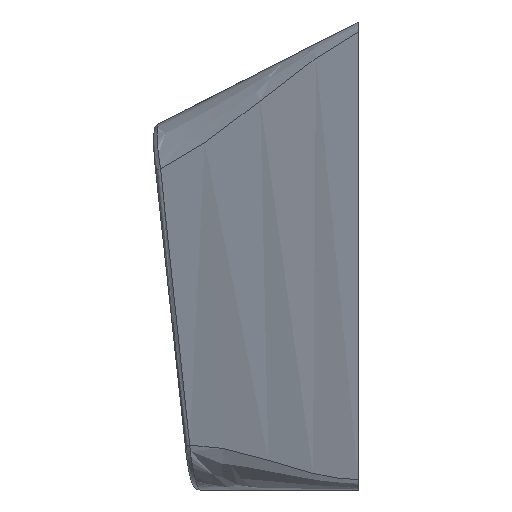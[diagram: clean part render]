
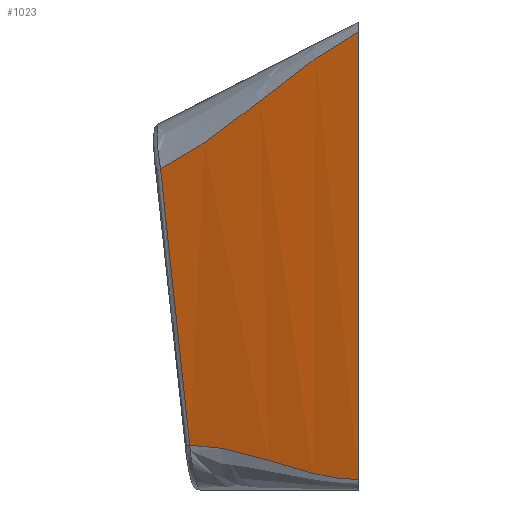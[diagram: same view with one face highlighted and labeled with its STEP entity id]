
A CAD part, left-side view. The second image highlights one B-rep face of the part: STEP entity #1023.
In plain terms, the highlighted free-form (B-spline) face has degree [3, 1] with [6, 2] control points.
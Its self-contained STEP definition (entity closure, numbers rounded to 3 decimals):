
#802=VERTEX_POINT('',#803);
#803=CARTESIAN_POINT('',(0.0,0.0,-0.378));
#815=EDGE_CURVE('',#802,#816,#818,.F.);
#816=VERTEX_POINT('',#817);
#817=CARTESIAN_POINT('',(0.0,0.0,-17.6));
#818=LINE('',#819,#820);
#819=CARTESIAN_POINT('',(0.0,0.0,0.0));
#820=VECTOR('',#821,1.0);
#821=DIRECTION('',(0.0,0.0,1.0));
#1023=ADVANCED_FACE('',(#1024),#1139,.F.);
#1024=FACE_BOUND('',#1025,.T.);
#1025=EDGE_LOOP('',(#1026,#1072,#1087,#1138));
#1026=ORIENTED_EDGE('',*,*,#1027,.T.);
#1027=EDGE_CURVE('',#802,#1028,#1030,.T.);
#1028=VERTEX_POINT('',#1029);
#1029=CARTESIAN_POINT('',(2.921,7.613,-5.653));
#1030=B_SPLINE_CURVE_WITH_KNOTS('',4,(#1031,#1032,#1033,#1034,#1035,#1036,#1037,#1038,#1039,#1040,#1041,#1042,#1043,#1044,#1045,#1046,#1047,#1048,#1049,#1050,#1051,#1052,#1053,#1054,#1055,#1056,#1057,#1058,#1059,#1060,#1061,#1062,#1063,#1064,#1065,#1066,#1067,#1068,#1069,#1070,#1071),.UNSPECIFIED.,.F.,.U.,(5,4,4,4,4,4,4,4,4,4,5),(0.0,0.125,0.25,0.375,0.5,0.625,0.75,0.875,0.938,0.969,0.977),.UNSPECIFIED.);
#1031=CARTESIAN_POINT('',(0.,0.,-0.378));
#1032=CARTESIAN_POINT('',(0.093,0.248,-0.509));
#1033=CARTESIAN_POINT('',(0.188,0.499,-0.652));
#1034=CARTESIAN_POINT('',(0.284,0.754,-0.807));
#1035=CARTESIAN_POINT('',(0.382,1.013,-0.974));
#1036=CARTESIAN_POINT('',(0.47,1.247,-1.124));
#1037=CARTESIAN_POINT('',(0.561,1.488,-1.287));
#1038=CARTESIAN_POINT('',(0.655,1.736,-1.462));
#1039=CARTESIAN_POINT('',(0.751,1.99,-1.647));
#1040=CARTESIAN_POINT('',(0.834,2.208,-1.806));
#1041=CARTESIAN_POINT('',(0.922,2.439,-1.98));
#1042=CARTESIAN_POINT('',(1.016,2.685,-2.169));
#1043=CARTESIAN_POINT('',(1.115,2.945,-2.372));
#1044=CARTESIAN_POINT('',(1.182,3.119,-2.508));
#1045=CARTESIAN_POINT('',(1.264,3.334,-2.678));
#1046=CARTESIAN_POINT('',(1.363,3.591,-2.883));
#1047=CARTESIAN_POINT('',(1.478,3.889,-3.119));
#1048=CARTESIAN_POINT('',(1.609,4.229,-3.388));
#1049=CARTESIAN_POINT('',(1.713,4.499,-3.6));
#1050=CARTESIAN_POINT('',(1.792,4.702,-3.757));
#1051=CARTESIAN_POINT('',(1.844,4.837,-3.86));
#1052=CARTESIAN_POINT('',(1.948,5.106,-4.065));
#1053=CARTESIAN_POINT('',(2.045,5.356,-4.25));
#1054=CARTESIAN_POINT('',(2.135,5.587,-4.417));
#1055=CARTESIAN_POINT('',(2.218,5.8,-4.565));
#1056=CARTESIAN_POINT('',(2.32,6.063,-4.748));
#1057=CARTESIAN_POINT('',(2.419,6.316,-4.915));
#1058=CARTESIAN_POINT('',(2.513,6.559,-5.067));
#1059=CARTESIAN_POINT('',(2.603,6.791,-5.204));
#1060=CARTESIAN_POINT('',(2.651,6.916,-5.278));
#1061=CARTESIAN_POINT('',(2.7,7.042,-5.35));
#1062=CARTESIAN_POINT('',(2.75,7.171,-5.421));
#1063=CARTESIAN_POINT('',(2.8,7.302,-5.49));
#1064=CARTESIAN_POINT('',(2.815,7.339,-5.51));
#1065=CARTESIAN_POINT('',(2.836,7.395,-5.539));
#1066=CARTESIAN_POINT('',(2.865,7.469,-5.578));
#1067=CARTESIAN_POINT('',(2.9,7.56,-5.625));
#1068=CARTESIAN_POINT('',(2.905,7.572,-5.631));
#1069=CARTESIAN_POINT('',(2.91,7.585,-5.638));
#1070=CARTESIAN_POINT('',(2.915,7.599,-5.645));
#1071=CARTESIAN_POINT('',(2.921,7.613,-5.653));
#1072=ORIENTED_EDGE('',*,*,#1073,.T.);
#1073=EDGE_CURVE('',#1028,#1074,#1076,.T.);
#1074=VERTEX_POINT('',#1075);
#1075=CARTESIAN_POINT('',(2.912,6.489,-16.276));
#1076=B_SPLINE_CURVE_WITH_KNOTS('',3,(#1077,#1078,#1079,#1080,#1081,#1082,#1083,#1084,#1085,#1086),.UNSPECIFIED.,.F.,.U.,(4,2,2,2,4),(-4.745,0.,5.938,10.683,15.427),.UNSPECIFIED.);
#1077=CARTESIAN_POINT('',(2.924,8.114,-0.935));
#1078=CARTESIAN_POINT('',(2.923,7.947,-2.507));
#1079=CARTESIAN_POINT('',(2.922,7.78,-4.08));
#1080=CARTESIAN_POINT('',(2.919,7.404,-7.621));
#1081=CARTESIAN_POINT('',(2.918,7.196,-9.589));
#1082=CARTESIAN_POINT('',(2.915,6.821,-13.13));
#1083=CARTESIAN_POINT('',(2.914,6.655,-14.703));
#1084=CARTESIAN_POINT('',(2.911,6.323,-17.849));
#1085=CARTESIAN_POINT('',(2.91,6.157,-19.422));
#1086=CARTESIAN_POINT('',(2.909,5.992,-20.995));
#1087=ORIENTED_EDGE('',*,*,#1088,.T.);
#1088=EDGE_CURVE('',#1074,#816,#1089,.T.);
#1089=B_SPLINE_CURVE_WITH_KNOTS('',4,(#1090,#1091,#1092,#1093,#1094,#1095,#1096,#1097,#1098,#1099,#1100,#1101,#1102,#1103,#1104,#1105,#1106,#1107,#1108,#1109,#1110,#1111,#1112,#1113,#1114,#1115,#1116,#1117,#1118,#1119,#1120,#1121,#1122,#1123,#1124,#1125,#1126,#1127,#1128,#1129,#1130,#1131,#1132,#1133,#1134,#1135,#1136,#1137),.UNSPECIFIED.,.F.,.U.,(5,4,4,4,4,4,4,4,3,4,4,4,5),(0.027,0.031,0.063,0.125,0.25,0.375,0.438,0.5,0.505,0.625,0.75,0.875,1.0),.UNSPECIFIED.);
#1090=CARTESIAN_POINT('',(2.912,6.489,-16.276));
#1091=CARTESIAN_POINT('',(2.911,6.485,-16.276));
#1092=CARTESIAN_POINT('',(2.909,6.482,-16.276));
#1093=CARTESIAN_POINT('',(2.908,6.479,-16.276));
#1094=CARTESIAN_POINT('',(2.907,6.476,-16.276));
#1095=CARTESIAN_POINT('',(2.883,6.424,-16.276));
#1096=CARTESIAN_POINT('',(2.86,6.372,-16.276));
#1097=CARTESIAN_POINT('',(2.837,6.319,-16.277));
#1098=CARTESIAN_POINT('',(2.813,6.267,-16.279));
#1099=CARTESIAN_POINT('',(2.769,6.166,-16.282));
#1100=CARTESIAN_POINT('',(2.723,6.062,-16.288));
#1101=CARTESIAN_POINT('',(2.676,5.956,-16.297));
#1102=CARTESIAN_POINT('',(2.628,5.848,-16.308));
#1103=CARTESIAN_POINT('',(2.544,5.657,-16.327));
#1104=CARTESIAN_POINT('',(2.454,5.454,-16.356));
#1105=CARTESIAN_POINT('',(2.359,5.239,-16.393));
#1106=CARTESIAN_POINT('',(2.259,5.011,-16.441));
#1107=CARTESIAN_POINT('',(2.181,4.837,-16.478));
#1108=CARTESIAN_POINT('',(2.094,4.639,-16.525));
#1109=CARTESIAN_POINT('',(1.997,4.418,-16.581));
#1110=CARTESIAN_POINT('',(1.889,4.176,-16.649));
#1111=CARTESIAN_POINT('',(1.854,4.097,-16.671));
#1112=CARTESIAN_POINT('',(1.812,4.002,-16.698));
#1113=CARTESIAN_POINT('',(1.762,3.888,-16.731));
#1114=CARTESIAN_POINT('',(1.704,3.758,-16.77));
#1115=CARTESIAN_POINT('',(1.633,3.599,-16.818));
#1116=CARTESIAN_POINT('',(1.578,3.477,-16.855));
#1117=CARTESIAN_POINT('',(1.54,3.39,-16.882));
#1118=CARTESIAN_POINT('',(1.517,3.34,-16.897));
#1119=CARTESIAN_POINT('',(1.513,3.33,-16.9));
#1120=CARTESIAN_POINT('',(1.509,3.321,-16.903));
#1121=CARTESIAN_POINT('',(1.504,3.311,-16.906));
#1122=CARTESIAN_POINT('',(1.396,3.068,-16.981));
#1123=CARTESIAN_POINT('',(1.302,2.858,-17.046));
#1124=CARTESIAN_POINT('',(1.217,2.671,-17.103));
#1125=CARTESIAN_POINT('',(1.143,2.505,-17.152));
#1126=CARTESIAN_POINT('',(1.041,2.28,-17.218));
#1127=CARTESIAN_POINT('',(0.944,2.066,-17.278));
#1128=CARTESIAN_POINT('',(0.852,1.863,-17.332));
#1129=CARTESIAN_POINT('',(0.764,1.67,-17.378));
#1130=CARTESIAN_POINT('',(0.665,1.451,-17.43));
#1131=CARTESIAN_POINT('',(0.568,1.239,-17.475));
#1132=CARTESIAN_POINT('',(0.474,1.033,-17.511));
#1133=CARTESIAN_POINT('',(0.383,0.835,-17.539));
#1134=CARTESIAN_POINT('',(0.286,0.623,-17.569));
#1135=CARTESIAN_POINT('',(0.19,0.413,-17.589));
#1136=CARTESIAN_POINT('',(0.095,0.206,-17.6));
#1137=CARTESIAN_POINT('',(0.,0.,-17.6));
#1138=ORIENTED_EDGE('',*,*,#815,.F.);
#1139=B_SPLINE_SURFACE_WITH_KNOTS('',3,1,((#1140,#1141),(#1142,#1143),(#1144,#1145),(#1146,#1147),(#1148,#1149),(#1150,#1151)),.UNSPECIFIED.,.F.,.F.,.U.,(4,2,4),(2,2),(0.0,0.5,1.0),(0.0,1.0),.UNSPECIFIED.);
#1140=CARTESIAN_POINT('',(3.0,8.0,-4.081));
#1141=CARTESIAN_POINT('',(3.0,6.5,-18.0));
#1142=CARTESIAN_POINT('',(2.5,6.667,-3.4));
#1143=CARTESIAN_POINT('',(2.5,5.417,-18.0));
#1144=CARTESIAN_POINT('',(2.0,5.333,-2.72));
#1145=CARTESIAN_POINT('',(2.0,4.333,-18.0));
#1146=CARTESIAN_POINT('',(1.0,2.667,-1.36));
#1147=CARTESIAN_POINT('',(1.0,2.167,-18.0));
#1148=CARTESIAN_POINT('',(0.5,1.333,-0.68));
#1149=CARTESIAN_POINT('',(0.5,1.083,-18.0));
#1150=CARTESIAN_POINT('',(0.0,0.0,0.0));
#1151=CARTESIAN_POINT('',(0.0,0.0,-18.0));
